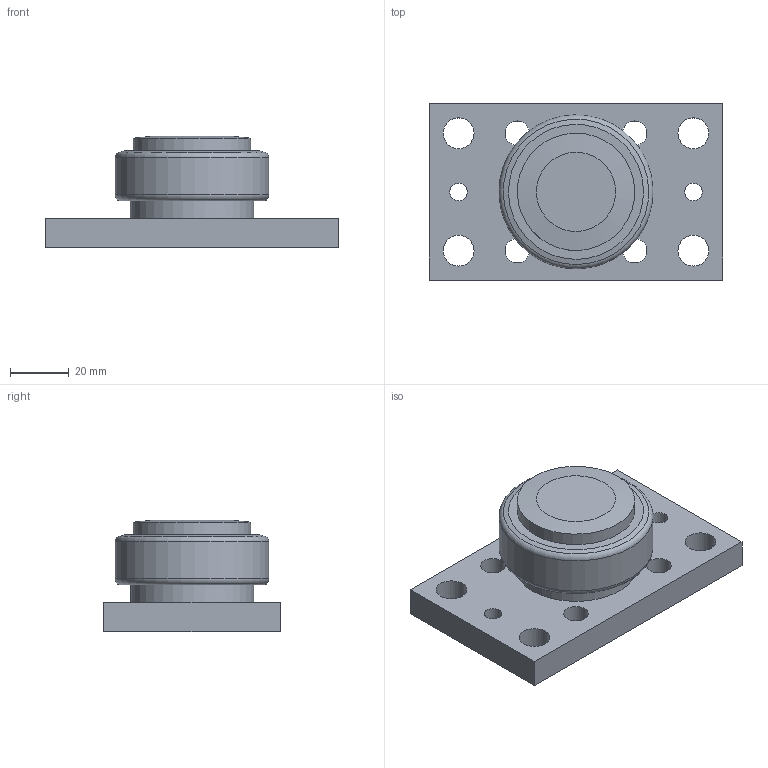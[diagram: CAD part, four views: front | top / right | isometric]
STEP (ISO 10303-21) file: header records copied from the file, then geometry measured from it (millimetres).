
FILE_DESCRIPTION(/* description */ (''),/* implementation_level */ '2;1');
FILE_NAME(/* name */ 'ALFATEC_TR 050.0390 BR 4100.stp',/* time_stamp */ '2014-12-04T08:35:06+01:00',/* author */ ('Hipp'),/* organization */ (''),/* preprocessor_version */ 'ST-DEVELOPER v15.2',/* originating_system */ 'Autodesk Inventor 2014',/* authorisation */ '');
FILE_SCHEMA (('AUTOMOTIVE_DESIGN { 1 0 10303 214 3 1 1 }'));
Length unit declared in the file: millimetre
Products named in the file (1): TR 050.0390 BR 4100_Konturvereinfachung
Bounding box: 100 x 60 x 38 mm (x, y, z)
Volume: 100495 mm3; surface area: 22822.3 mm2
Topology: 1 solids, 1 shells, 29 faces, 69 edges, 46 vertices
Faces by surface type: cylinder 14, plane 10, cone 3, torus 2
Full cylindrical faces by diameter (mm): 6 x2, 8.376 x4, 10.5 x4, 30 x1, 40 x1, 42 x1, 52.5 x1
Entity records: 820 total; most frequent: DIRECTION 138, CARTESIAN_POINT 116, ORIENTED_EDGE 90, EDGE_LOOP 72, AXIS2_PLACEMENT_3D 63, FACE_BOUND 46, EDGE_CURVE 45, VERTEX_POINT 41
